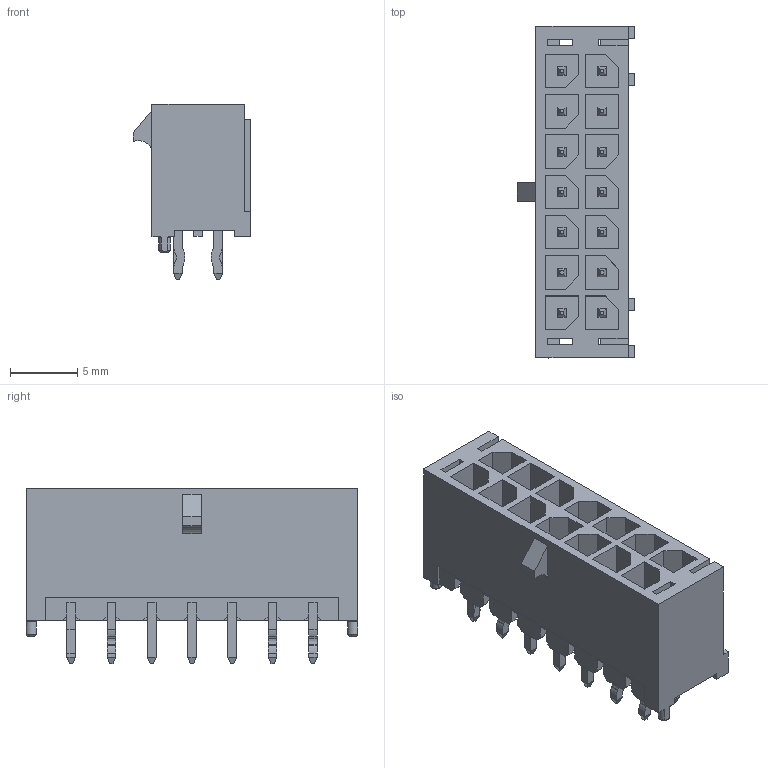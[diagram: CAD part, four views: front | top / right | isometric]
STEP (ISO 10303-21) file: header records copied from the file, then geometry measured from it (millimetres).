
FILE_DESCRIPTION(/* description */ ('Unknown'),/* implementation_level */ '2;1');
FILE_NAME(/* name */ '66201421122',/* time_stamp */ '2022-01-10T16:29:14+01:00',/* author */ ('Unknown'),/* organization */ ('Unknown'),/* preprocessor_version */ 'ST-DEVELOPER v16.7',/* originating_system */ 'Solid Edge',/* authorisation */ 'Unknown');
FILE_SCHEMA (('AUTOMOTIVE_DESIGN {1 0 10303 214 3 1 1}'));
Length unit declared in the file: millimetre
Products named in the file (4): 6620xx21122; 66201421122; 6620xx21122_PIN; 6620xx21122_PIN2
Assembly tree (17 placements, depth 2):
  6620xx21122
    66201421122
    6620xx21122_PIN  x8
    6620xx21122_PIN2  x8
Bounding box: 8.76 x 24.7 x 13.1 mm (x, y, z)
Volume: 1056.6 mm3; surface area: 2722.8 mm2
Topology: 17 solids, 17 shells, 692 faces, 1933 edges, 1244 vertices
Faces by surface type: plane 633, cylinder 53, cone 6
Entity records: 14333 total; most frequent: CARTESIAN_POINT 2615, ORIENTED_EDGE 2570, DIRECTION 2157, EDGE_CURVE 1285, LINE 1241, VECTOR 1241, VERTEX_POINT 850, AXIS2_PLACEMENT_3D 458
